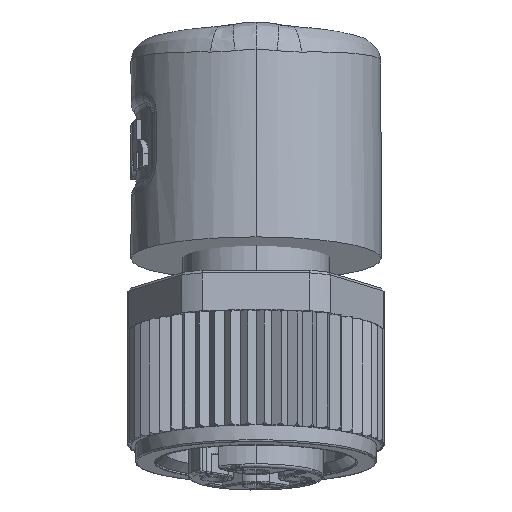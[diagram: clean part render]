
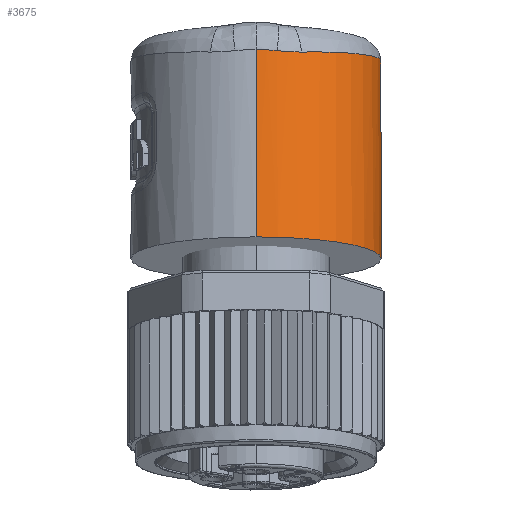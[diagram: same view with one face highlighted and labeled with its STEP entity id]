
A CAD part, front view. The second image highlights one B-rep face of the part: STEP entity #3675.
In plain terms, the highlighted cylindrical face has radius 7.5 mm (diameter 15 mm), a partial arc.
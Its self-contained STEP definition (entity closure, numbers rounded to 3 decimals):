
#3675=ADVANCED_FACE('',(#7357),#7358,.T.);
#7357=FACE_OUTER_BOUND('',#23369,.T.);
#7358=CYLINDRICAL_SURFACE('',#23370,7.5);
#23369=EDGE_LOOP('',(#35236,#35237,#35238,#35239,#35240,#35241,#35242,#35243,#35244,#35245,#35246));
#23370=AXIS2_PLACEMENT_3D('',#35247,#35248,#35249);
#35236=ORIENTED_EDGE('',*,*,#39564,.F.);
#35237=ORIENTED_EDGE('',*,*,#39568,.F.);
#35238=ORIENTED_EDGE('',*,*,#39705,.F.);
#35239=ORIENTED_EDGE('',*,*,#39706,.F.);
#35240=ORIENTED_EDGE('',*,*,#39707,.F.);
#35241=ORIENTED_EDGE('',*,*,#39570,.F.);
#35242=ORIENTED_EDGE('',*,*,#39560,.F.);
#35243=ORIENTED_EDGE('',*,*,#39708,.F.);
#35244=ORIENTED_EDGE('',*,*,#39615,.T.);
#35245=ORIENTED_EDGE('',*,*,#39709,.T.);
#35246=ORIENTED_EDGE('',*,*,#39557,.F.);
#35247=CARTESIAN_POINT('',(0.0,6.646,-7.682));
#35248=DIRECTION('',(0.0,-0.174,-0.985));
#35249=DIRECTION('',(0.0,-0.985,0.174));
#39557=EDGE_CURVE('',#45465,#45461,#45467,.T.);
#39560=EDGE_CURVE('',#45469,#45471,#45472,.T.);
#39564=EDGE_CURVE('',#45475,#45465,#45477,.T.);
#39568=EDGE_CURVE('',#45481,#45475,#45483,.T.);
#39570=EDGE_CURVE('',#45471,#45485,#45486,.T.);
#39615=EDGE_CURVE('',#45546,#45545,#45548,.T.);
#39705=EDGE_CURVE('',#45674,#45481,#45675,.T.);
#39706=EDGE_CURVE('',#45676,#45674,#45677,.T.);
#39707=EDGE_CURVE('',#45485,#45676,#45678,.T.);
#39708=EDGE_CURVE('',#45546,#45469,#45679,.T.);
#39709=EDGE_CURVE('',#45545,#45461,#45680,.T.);
#45461=VERTEX_POINT('',#57256);
#45465=VERTEX_POINT('',#57284);
#45467=B_SPLINE_CURVE_WITH_KNOTS('',3,(#57290,#57291,#57292,#57293,#57294,#57295,#57296,#57297,#57298,#57299,#57300,#57301,#57302,#57303,#57304,#57305,#57306,#57307,#57308,#57309,#57310,#57311),.UNSPECIFIED.,.F.,.F.,(4,1,1,1,1,1,1,1,1,1,1,1,1,1,1,1,1,1,1,4),(0.0,0.053,0.105,0.158,0.211,0.263,0.316,0.368,0.421,0.474,0.526,0.579,0.632,0.684,0.737,0.789,0.842,0.895,0.947,1.0),.UNSPECIFIED.);
#45469=VERTEX_POINT('',#57313);
#45471=VERTEX_POINT('',#57321);
#45472=B_SPLINE_CURVE_WITH_KNOTS('',3,(#57322,#57323,#57324,#57325,#57326,#57327,#57328,#57329),.UNSPECIFIED.,.F.,.F.,(4,1,1,1,1,4),(0.0,0.203,0.406,0.606,0.804,1.0),.UNSPECIFIED.);
#45475=VERTEX_POINT('',#57338);
#45477=B_SPLINE_CURVE_WITH_KNOTS('',3,(#57343,#57344,#57345,#57346,#57347,#57348),.UNSPECIFIED.,.F.,.F.,(4,1,1,4),(0.0,0.333,0.667,1.0),.UNSPECIFIED.);
#45481=VERTEX_POINT('',#57357);
#45483=B_SPLINE_CURVE_WITH_KNOTS('',3,(#57362,#57363,#57364,#57365,#57366,#57367),.UNSPECIFIED.,.F.,.F.,(4,1,1,4),(0.0,0.333,0.667,1.0),.UNSPECIFIED.);
#45485=VERTEX_POINT('',#57369);
#45486=B_SPLINE_CURVE_WITH_KNOTS('',3,(#57370,#57371,#57372,#57373,#57374,#57375),.UNSPECIFIED.,.F.,.F.,(4,1,1,4),(0.0,0.333,0.667,1.0),.UNSPECIFIED.);
#45545=VERTEX_POINT('',#57564);
#45546=VERTEX_POINT('',#57565);
#45548=CIRCLE('',#57567,7.5);
#45674=VERTEX_POINT('',#58278);
#45675=B_SPLINE_CURVE_WITH_KNOTS('',3,(#58279,#58280,#58281,#58282,#58283,#58284),.UNSPECIFIED.,.F.,.F.,(4,1,1,4),(0.0,0.333,0.667,1.0),.UNSPECIFIED.);
#45676=VERTEX_POINT('',#58285);
#45677=B_SPLINE_CURVE_WITH_KNOTS('',3,(#58286,#58287,#58288,#58289,#58290,#58291),.UNSPECIFIED.,.F.,.F.,(4,1,1,4),(0.0,0.333,0.667,1.0),.UNSPECIFIED.);
#45678=B_SPLINE_CURVE_WITH_KNOTS('',3,(#58292,#58293,#58294,#58295,#58296,#58297,#58298,#58299,#58300,#58301,#58302,#58303,#58304,#58305,#58306),.UNSPECIFIED.,.F.,.F.,(4,1,1,1,1,1,1,1,1,1,1,1,4),(0.0,0.083,0.167,0.25,0.333,0.417,0.5,0.583,0.667,0.75,0.833,0.917,1.0),.UNSPECIFIED.);
#45679=LINE('',#58307,#58308);
#45680=LINE('',#58309,#58310);
#57256=CARTESIAN_POINT('',(0.,14.348,-7.187));
#57284=CARTESIAN_POINT('',(6.536,11.568,-0.949));
#57290=CARTESIAN_POINT('',(6.536,11.568,-0.949));
#57291=CARTESIAN_POINT('',(6.52,11.574,-1.077));
#57292=CARTESIAN_POINT('',(6.481,11.598,-1.342));
#57293=CARTESIAN_POINT('',(6.394,11.67,-1.769));
#57294=CARTESIAN_POINT('',(6.273,11.784,-2.227));
#57295=CARTESIAN_POINT('',(6.109,11.942,-2.719));
#57296=CARTESIAN_POINT('',(5.893,12.145,-3.24));
#57297=CARTESIAN_POINT('',(5.622,12.382,-3.772));
#57298=CARTESIAN_POINT('',(5.296,12.642,-4.298));
#57299=CARTESIAN_POINT('',(4.928,12.904,-4.791));
#57300=CARTESIAN_POINT('',(4.528,13.155,-5.239));
#57301=CARTESIAN_POINT('',(4.105,13.387,-5.637));
#57302=CARTESIAN_POINT('',(3.667,13.595,-5.984));
#57303=CARTESIAN_POINT('',(3.219,13.777,-6.282));
#57304=CARTESIAN_POINT('',(2.764,13.934,-6.534));
#57305=CARTESIAN_POINT('',(2.305,14.064,-6.741));
#57306=CARTESIAN_POINT('',(1.844,14.169,-6.907));
#57307=CARTESIAN_POINT('',(1.381,14.25,-7.034));
#57308=CARTESIAN_POINT('',(0.918,14.307,-7.123));
#57309=CARTESIAN_POINT('',(0.457,14.341,-7.175));
#57310=CARTESIAN_POINT('',(0.152,14.348,-7.187));
#57311=CARTESIAN_POINT('',(0.,14.348,-7.187));
#57313=CARTESIAN_POINT('',(0.,1.239,4.847));
#57321=CARTESIAN_POINT('',(1.266,1.337,4.784));
#57322=CARTESIAN_POINT('',(0.,1.239,4.847));
#57323=CARTESIAN_POINT('',(0.086,1.239,4.847));
#57324=CARTESIAN_POINT('',(0.259,1.242,4.846));
#57325=CARTESIAN_POINT('',(0.516,1.254,4.839));
#57326=CARTESIAN_POINT('',(0.769,1.274,4.828));
#57327=CARTESIAN_POINT('',(1.019,1.302,4.81));
#57328=CARTESIAN_POINT('',(1.184,1.325,4.794));
#57329=CARTESIAN_POINT('',(1.266,1.337,4.784));
#57338=CARTESIAN_POINT('',(6.569,11.604,-0.401));
#57343=CARTESIAN_POINT('',(6.569,11.604,-0.401));
#57344=CARTESIAN_POINT('',(6.569,11.594,-0.458));
#57345=CARTESIAN_POINT('',(6.568,11.576,-0.576));
#57346=CARTESIAN_POINT('',(6.557,11.563,-0.758));
#57347=CARTESIAN_POINT('',(6.544,11.565,-0.885));
#57348=CARTESIAN_POINT('',(6.536,11.568,-0.949));
#57357=CARTESIAN_POINT('',(6.561,11.795,0.599));
#57362=CARTESIAN_POINT('',(6.561,11.795,0.599));
#57363=CARTESIAN_POINT('',(6.562,11.774,0.488));
#57364=CARTESIAN_POINT('',(6.564,11.732,0.266));
#57365=CARTESIAN_POINT('',(6.567,11.667,-0.067));
#57366=CARTESIAN_POINT('',(6.568,11.625,-0.29));
#57367=CARTESIAN_POINT('',(6.569,11.604,-0.401));
#57369=CARTESIAN_POINT('',(2.72,1.732,4.701));
#57370=CARTESIAN_POINT('',(1.266,1.337,4.784));
#57371=CARTESIAN_POINT('',(1.44,1.364,4.765));
#57372=CARTESIAN_POINT('',(1.781,1.43,4.731));
#57373=CARTESIAN_POINT('',(2.267,1.564,4.702));
#57374=CARTESIAN_POINT('',(2.572,1.673,4.699));
#57375=CARTESIAN_POINT('',(2.72,1.732,4.701));
#57564=CARTESIAN_POINT('',(0.,14.032,-8.984));
#57565=CARTESIAN_POINT('',(0.0,-0.741,-6.379));
#57567=AXIS2_PLACEMENT_3D('',#64526,#64527,#64528);
#58278=CARTESIAN_POINT('',(6.507,12.012,1.274));
#58279=CARTESIAN_POINT('',(6.507,12.012,1.274));
#58280=CARTESIAN_POINT('',(6.519,11.977,1.194));
#58281=CARTESIAN_POINT('',(6.539,11.913,1.038));
#58282=CARTESIAN_POINT('',(6.556,11.841,0.812));
#58283=CARTESIAN_POINT('',(6.561,11.808,0.669));
#58284=CARTESIAN_POINT('',(6.561,11.795,0.599));
#58285=CARTESIAN_POINT('',(5.818,13.425,3.511));
#58286=CARTESIAN_POINT('',(5.818,13.425,3.511));
#58287=CARTESIAN_POINT('',(5.945,13.22,3.248));
#58288=CARTESIAN_POINT('',(6.158,12.838,2.731));
#58289=CARTESIAN_POINT('',(6.378,12.363,1.986));
#58290=CARTESIAN_POINT('',(6.471,12.117,1.509));
#58291=CARTESIAN_POINT('',(6.507,12.012,1.274));
#58292=CARTESIAN_POINT('',(2.72,1.732,4.701));
#58293=CARTESIAN_POINT('',(3.086,1.877,4.707));
#58294=CARTESIAN_POINT('',(3.796,2.226,4.71));
#58295=CARTESIAN_POINT('',(4.763,2.904,4.689));
#58296=CARTESIAN_POINT('',(5.613,3.722,4.644));
#58297=CARTESIAN_POINT('',(6.321,4.651,4.577));
#58298=CARTESIAN_POINT('',(6.89,5.702,4.488));
#58299=CARTESIAN_POINT('',(7.282,6.819,4.381));
#58300=CARTESIAN_POINT('',(7.492,7.984,4.257));
#58301=CARTESIAN_POINT('',(7.52,9.138,4.124));
#58302=CARTESIAN_POINT('',(7.361,10.32,3.976));
#58303=CARTESIAN_POINT('',(7.019,11.445,3.823));
#58304=CARTESIAN_POINT('',(6.508,12.494,3.667));
#58305=CARTESIAN_POINT('',(6.063,13.128,3.563));
#58306=CARTESIAN_POINT('',(5.818,13.425,3.511));
#58307=CARTESIAN_POINT('',(0.0,-0.741,-6.379));
#58308=VECTOR('',#64548,11.4);
#58309=CARTESIAN_POINT('',(0.,14.032,-8.984));
#58310=VECTOR('',#64549,1.825);
#64526=CARTESIAN_POINT('',(0.0,6.646,-7.682));
#64527=DIRECTION('',(0.0,0.174,0.985));
#64528=DIRECTION('',(0.0,-0.985,0.174));
#64548=DIRECTION('',(0.,0.174,0.985));
#64549=DIRECTION('',(0.,0.174,0.985));
